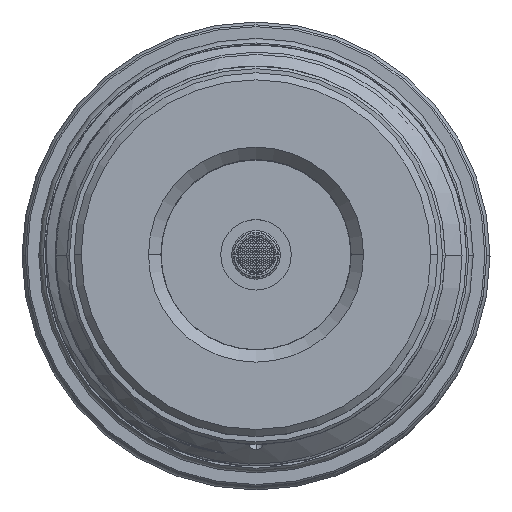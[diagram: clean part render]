
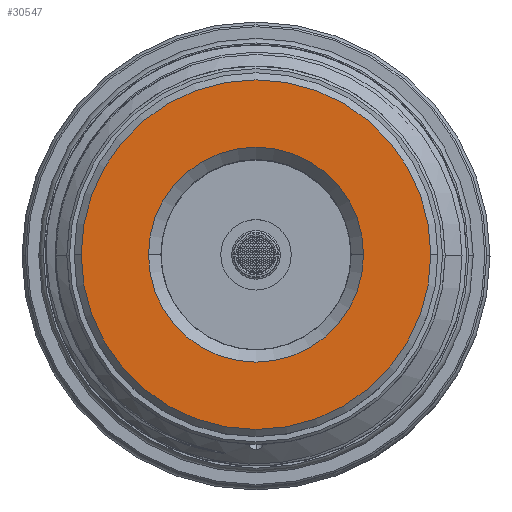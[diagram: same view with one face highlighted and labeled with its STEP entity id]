
A CAD part, top view. The second image highlights one B-rep face of the part: STEP entity #30547.
In plain terms, the highlighted planar face has unit normal (0, 0, 1).
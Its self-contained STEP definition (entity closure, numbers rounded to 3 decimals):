
#730 = DIRECTION ( 'NONE',  ( 0., 0., -1. ) ) ;
#1369 = CARTESIAN_POINT ( 'NONE',  ( 12.2, 0., 85.713 ) ) ;
#3170 = AXIS2_PLACEMENT_3D ( 'NONE', #11110, #41940, #20135 ) ;
#3537 = VERTEX_POINT ( 'NONE', #41161 ) ;
#3679 = AXIS2_PLACEMENT_3D ( 'NONE', #23745, #54971, #32606 ) ;
#4947 = DIRECTION ( 'NONE',  ( 0., 0., -1. ) ) ;
#5535 = EDGE_CURVE ( 'NONE', #44590, #7987, #51743, .T. ) ;
#7233 = ORIENTED_EDGE ( 'NONE', *, *, #5535, .F. ) ;
#7290 = EDGE_CURVE ( 'NONE', #3537, #36490, #46283, .T. ) ;
#7987 = VERTEX_POINT ( 'NONE', #55346 ) ;
#10407 = CARTESIAN_POINT ( 'NONE',  ( 0., 0., 85.713 ) ) ;
#11110 = CARTESIAN_POINT ( 'NONE',  ( 0., 0., 85.713 ) ) ;
#12270 = EDGE_CURVE ( 'NONE', #7987, #44590, #48112, .T. ) ;
#12771 = ORIENTED_EDGE ( 'NONE', *, *, #7290, .F. ) ;
#14816 = DIRECTION ( 'NONE',  ( 0., 0., 1. ) ) ;
#20135 = DIRECTION ( 'NONE',  ( 1., 0., 0. ) ) ;
#22089 = AXIS2_PLACEMENT_3D ( 'NONE', #10407, #14816, #45675 ) ;
#22556 = ORIENTED_EDGE ( 'NONE', *, *, #12270, .F. ) ;
#23007 = DIRECTION ( 'NONE',  ( -1., 0., 0. ) ) ;
#23745 = CARTESIAN_POINT ( 'NONE',  ( 0., 0., 85.713 ) ) ;
#30547 = ADVANCED_FACE ( 'NONE', ( #36276, #43209 ), #42052, .F. ) ;
#31306 = CARTESIAN_POINT ( 'NONE',  ( 0., 0., 85.713 ) ) ;
#32606 = DIRECTION ( 'NONE',  ( -1., 0., 0. ) ) ;
#32922 = CARTESIAN_POINT ( 'NONE',  ( 19.84, 0., 85.713 ) ) ;
#33470 = ORIENTED_EDGE ( 'NONE', *, *, #48894, .F. ) ;
#35924 = DIRECTION ( 'NONE',  ( -1., 0., 0. ) ) ;
#36276 = FACE_OUTER_BOUND ( 'NONE', #37995, .T. ) ;
#36490 = VERTEX_POINT ( 'NONE', #1369 ) ;
#37995 = EDGE_LOOP ( 'NONE', ( #22556, #7233 ) ) ;
#41161 = CARTESIAN_POINT ( 'NONE',  ( -12.2, 0., 85.713 ) ) ;
#41940 = DIRECTION ( 'NONE',  ( 0., 0., 1. ) ) ;
#42052 = PLANE ( 'NONE',  #3679 ) ;
#43209 = FACE_BOUND ( 'NONE', #52173, .T. ) ;
#44218 = AXIS2_PLACEMENT_3D ( 'NONE', #44434, #730, #23007 ) ;
#44434 = CARTESIAN_POINT ( 'NONE',  ( 0., 0., 85.713 ) ) ;
#44590 = VERTEX_POINT ( 'NONE', #32922 ) ;
#45675 = DIRECTION ( 'NONE',  ( 1., 0., 0. ) ) ;
#46283 = CIRCLE ( 'NONE', #22089, 12.2 ) ;
#48112 = CIRCLE ( 'NONE', #54718, 19.84 ) ;
#48422 = CIRCLE ( 'NONE', #3170, 12.2 ) ;
#48894 = EDGE_CURVE ( 'NONE', #36490, #3537, #48422, .T. ) ;
#51743 = CIRCLE ( 'NONE', #44218, 19.84 ) ;
#52173 = EDGE_LOOP ( 'NONE', ( #33470, #12771 ) ) ;
#54718 = AXIS2_PLACEMENT_3D ( 'NONE', #31306, #4947, #35924 ) ;
#54971 = DIRECTION ( 'NONE',  ( 0., 0., -1. ) ) ;
#55346 = CARTESIAN_POINT ( 'NONE',  ( -19.84, 0., 85.713 ) ) ;
